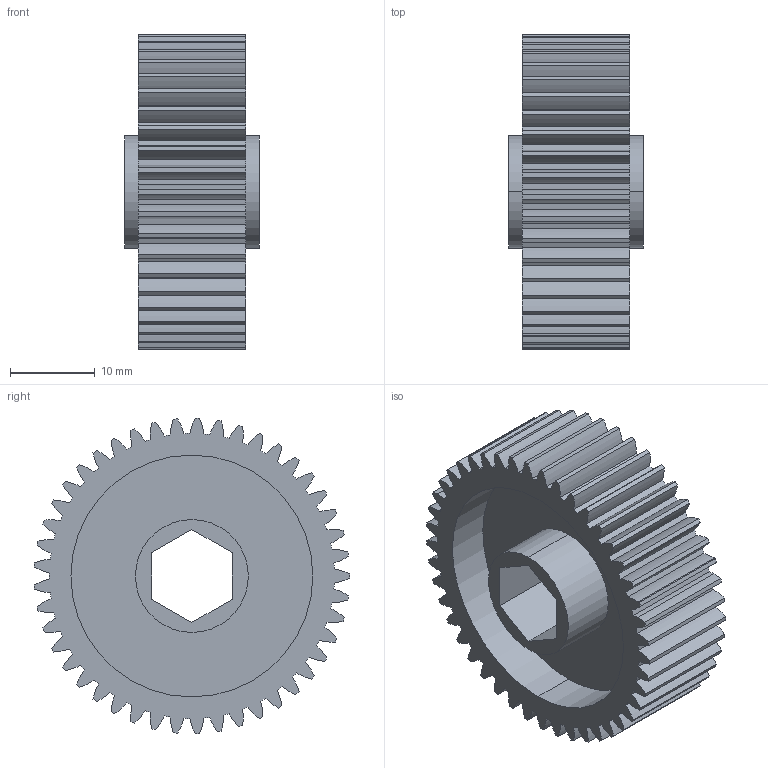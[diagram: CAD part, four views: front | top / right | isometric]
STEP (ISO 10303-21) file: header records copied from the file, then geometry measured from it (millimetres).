
FILE_DESCRIPTION (( 'STEP AP203' ), '1' );
FILE_NAME ('45T 32DP Gear 375 Hex Bore.STEP', '2017-09-15T19:54:51', ( '' ), ( '' ), 'SwSTEP 2.0', 'SolidWorks 2017', '' );
FILE_SCHEMA (( 'CONFIG_CONTROL_DESIGN' ));
Length unit declared in the file: inch
Products named in the file (1): 45T 32DP Gear 375 Hex Bore
Bounding box: 15.88 x 37.28 x 37.3 mm (x, y, z)
Volume: 6638.8 mm3; surface area: 6680.1 mm2
Topology: 1 solids, 1 shells, 204 faces, 594 edges, 396 vertices
Faces by surface type: cylinder 192, plane 12
Entity records: 7065 total; most frequent: DIRECTION 1388, CARTESIAN_POINT 1195, ORIENTED_EDGE 1188, EDGE_CURVE 594, AXIS2_PLACEMENT_3D 589, VERTEX_POINT 396, CIRCLE 384, VECTOR 210
